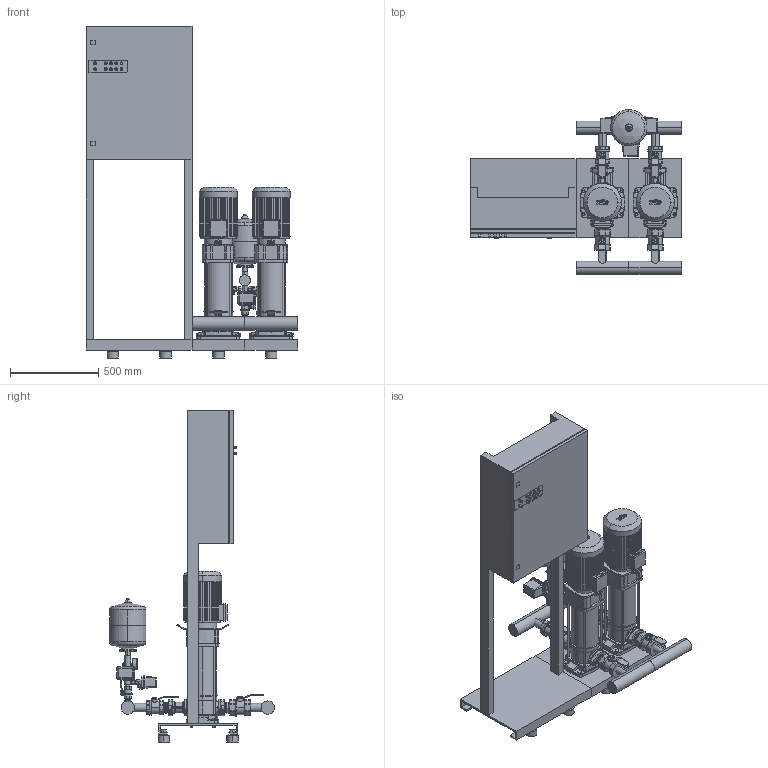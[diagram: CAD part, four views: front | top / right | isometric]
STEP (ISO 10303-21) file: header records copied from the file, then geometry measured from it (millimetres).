
FILE_DESCRIPTION((''),'2;1');
FILE_NAME('3d_FLA-2HELIXV1604_K-01PN10-2534358.stp','2013-07-05T14:24:42',(''),(''),'Mechanical Desktop 2009','Mechanical Desktop 2009',', , ');
FILE_SCHEMA(('CONFIG_CONTROL_DESIGN'));
Length unit declared in the file: millimetre
Products named in the file (1): Product
Bounding box: 1200 x 936.05 x 1885 mm (x, y, z)
Volume: 174428776.3 mm3; surface area: 7785634.7 mm2
Topology: 123 solids, 123 shells, 3165 faces, 7747 edges, 4988 vertices
Faces by surface type: plane 1234, bspline 1035, cylinder 641, cone 155, torus 90, sphere 10
Entity records: 103335 total; most frequent: CARTESIAN_POINT 30477, ORIENTED_EDGE 15494, DIRECTION 14375, EDGE_CURVE 7747, VERTEX_POINT 4984, AXIS2_PLACEMENT_3D 4884, VECTOR 4607, LINE 4607
